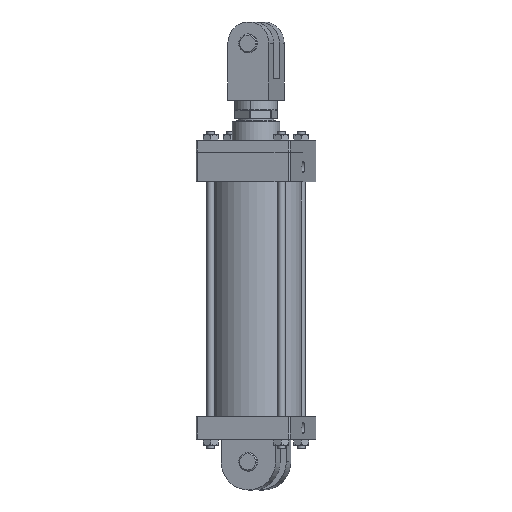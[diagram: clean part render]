
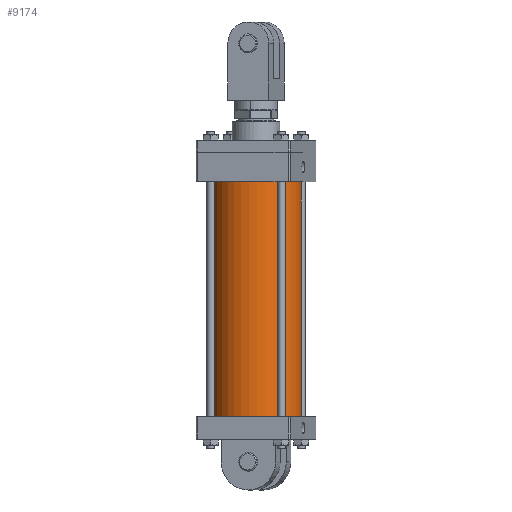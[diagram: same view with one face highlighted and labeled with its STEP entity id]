
A CAD part, front view. The second image highlights one B-rep face of the part: STEP entity #9174.
In plain terms, the highlighted cylindrical face has radius 76.2 mm (diameter 152.4 mm), a partial arc.
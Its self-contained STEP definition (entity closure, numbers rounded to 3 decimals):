
#82 = CARTESIAN_POINT ( 'NONE',  ( -76.2, 0., 412. ) ) ;
#482 = VECTOR ( 'NONE', #10256, 1000. ) ;
#825 = ORIENTED_EDGE ( 'NONE', *, *, #5627, .T. ) ;
#1054 = AXIS2_PLACEMENT_3D ( 'NONE', #5610, #5346, #5558 ) ;
#1259 = ORIENTED_EDGE ( 'NONE', *, *, #7534, .F. ) ;
#1295 = CIRCLE ( 'NONE', #1479, 76.2 ) ;
#1359 = CARTESIAN_POINT ( 'NONE',  ( 76.2, 0., 412. ) ) ;
#1439 = CARTESIAN_POINT ( 'NONE',  ( -76.2, 0., 0. ) ) ;
#1479 = AXIS2_PLACEMENT_3D ( 'NONE', #6524, #1537, #10035 ) ;
#1537 = DIRECTION ( 'NONE',  ( 0., 0., 1. ) ) ;
#1713 = LINE ( 'NONE', #82, #482 ) ;
#2234 = VERTEX_POINT ( 'NONE', #6567 ) ;
#2259 = EDGE_CURVE ( 'NONE', #6870, #4807, #2532, .T. ) ;
#2532 = LINE ( 'NONE', #4958, #10222 ) ;
#2915 = CYLINDRICAL_SURFACE ( 'NONE', #4669, 76.2 ) ;
#2970 = ORIENTED_EDGE ( 'NONE', *, *, #3177, .T. ) ;
#3177 = EDGE_CURVE ( 'NONE', #2234, #9665, #1713, .T. ) ;
#3418 = DIRECTION ( 'NONE',  ( 0., 0., -1. ) ) ;
#3475 = ORIENTED_EDGE ( 'NONE', *, *, #2259, .F. ) ;
#3594 = EDGE_LOOP ( 'NONE', ( #3475, #1259, #2970, #825 ) ) ;
#4388 = CARTESIAN_POINT ( 'NONE',  ( 0., 0., 412. ) ) ;
#4669 = AXIS2_PLACEMENT_3D ( 'NONE', #4388, #8007, #7848 ) ;
#4807 = VERTEX_POINT ( 'NONE', #5046 ) ;
#4958 = CARTESIAN_POINT ( 'NONE',  ( 76.2, 0., 412. ) ) ;
#5046 = CARTESIAN_POINT ( 'NONE',  ( 76.2, 0., 0. ) ) ;
#5346 = DIRECTION ( 'NONE',  ( 0., 0., 1. ) ) ;
#5558 = DIRECTION ( 'NONE',  ( 1., 0., 0. ) ) ;
#5610 = CARTESIAN_POINT ( 'NONE',  ( 0., 0., 0. ) ) ;
#5627 = EDGE_CURVE ( 'NONE', #9665, #4807, #5650, .T. ) ;
#5650 = CIRCLE ( 'NONE', #1054, 76.2 ) ;
#6524 = CARTESIAN_POINT ( 'NONE',  ( 0., 0., 412. ) ) ;
#6567 = CARTESIAN_POINT ( 'NONE',  ( -76.2, 0., 412. ) ) ;
#6870 = VERTEX_POINT ( 'NONE', #1359 ) ;
#7534 = EDGE_CURVE ( 'NONE', #2234, #6870, #1295, .T. ) ;
#7848 = DIRECTION ( 'NONE',  ( -1., 0., 0. ) ) ;
#8007 = DIRECTION ( 'NONE',  ( 0., 0., -1. ) ) ;
#9174 = ADVANCED_FACE ( 'NONE', ( #9232 ), #2915, .T. ) ;
#9232 = FACE_OUTER_BOUND ( 'NONE', #3594, .T. ) ;
#9665 = VERTEX_POINT ( 'NONE', #1439 ) ;
#10035 = DIRECTION ( 'NONE',  ( 1., 0., 0. ) ) ;
#10222 = VECTOR ( 'NONE', #3418, 1000. ) ;
#10256 = DIRECTION ( 'NONE',  ( 0., 0., -1. ) ) ;
